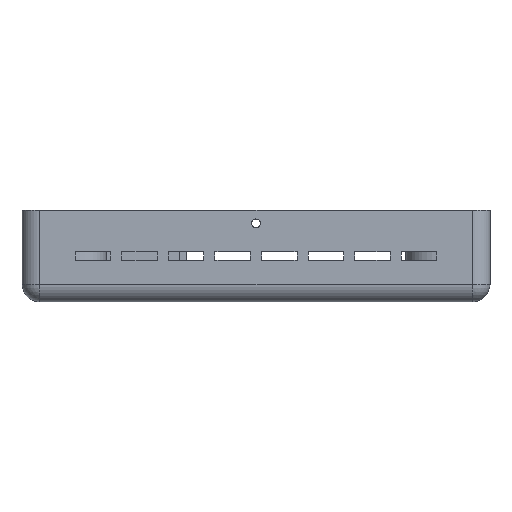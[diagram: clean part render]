
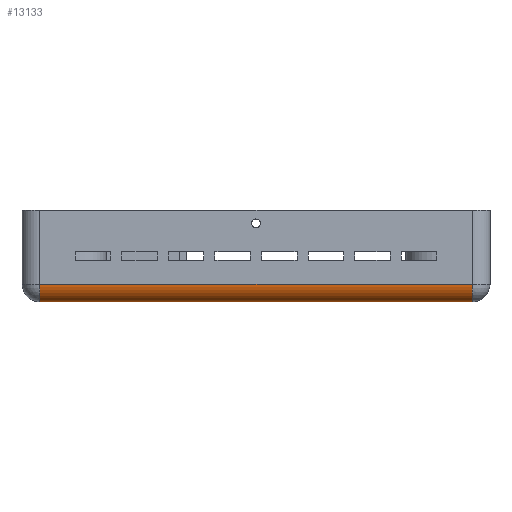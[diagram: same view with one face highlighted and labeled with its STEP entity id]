
A CAD part, left-side view. The second image highlights one B-rep face of the part: STEP entity #13133.
In plain terms, the highlighted cylindrical face has radius 4 mm (diameter 8 mm), a partial arc.
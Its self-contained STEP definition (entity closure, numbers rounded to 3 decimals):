
#1213 = PLANE('',#1214);
#1214 = AXIS2_PLACEMENT_3D('',#1215,#1216,#1217);
#1215 = CARTESIAN_POINT('',(0.,0.,0.));
#1216 = DIRECTION('',(-0.,-0.,1.));
#1217 = DIRECTION('',(1.,0.,0.));
#1328 = PLANE('',#1329);
#1329 = AXIS2_PLACEMENT_3D('',#1330,#1331,#1332);
#1330 = CARTESIAN_POINT('',(-149.,0.,0.));
#1331 = DIRECTION('',(-1.,-0.,-0.));
#1332 = DIRECTION('',(0.,0.,-1.));
#4996 = VERTEX_POINT('',#4997);
#4997 = CARTESIAN_POINT('',(-145.,4.,0.));
#5018 = EDGE_CURVE('',#5019,#4996,#5021,.T.);
#5019 = VERTEX_POINT('',#5020);
#5020 = CARTESIAN_POINT('',(-145.,101.5,0.));
#5021 = SURFACE_CURVE('',#5022,(#5026,#5033),.PCURVE_S1.);
#5022 = LINE('',#5023,#5024);
#5023 = CARTESIAN_POINT('',(-145.,101.5,0.));
#5024 = VECTOR('',#5025,1.);
#5025 = DIRECTION('',(0.,-1.,0.));
#5026 = PCURVE('',#1213,#5027);
#5027 = DEFINITIONAL_REPRESENTATION('',(#5028),#5032);
#5028 = LINE('',#5029,#5030);
#5029 = CARTESIAN_POINT('',(-145.,101.5));
#5030 = VECTOR('',#5031,1.);
#5031 = DIRECTION('',(-0.,-1.));
#5032 = ( GEOMETRIC_REPRESENTATION_CONTEXT(2) 
PARAMETRIC_REPRESENTATION_CONTEXT() REPRESENTATION_CONTEXT('2D SPACE',''
  ) );
#5033 = PCURVE('',#5034,#5039);
#5034 = CYLINDRICAL_SURFACE('',#5035,4.);
#5035 = AXIS2_PLACEMENT_3D('',#5036,#5037,#5038);
#5036 = CARTESIAN_POINT('',(-145.,101.5,4.));
#5037 = DIRECTION('',(0.,-1.,0.));
#5038 = DIRECTION('',(-1.,0.,0.));
#5039 = DEFINITIONAL_REPRESENTATION('',(#5040),#5044);
#5040 = LINE('',#5041,#5042);
#5041 = CARTESIAN_POINT('',(1.571,0.));
#5042 = VECTOR('',#5043,1.);
#5043 = DIRECTION('',(0.,1.));
#5044 = ( GEOMETRIC_REPRESENTATION_CONTEXT(2) 
PARAMETRIC_REPRESENTATION_CONTEXT() REPRESENTATION_CONTEXT('2D SPACE',''
  ) );
#7399 = VERTEX_POINT('',#7400);
#7400 = CARTESIAN_POINT('',(-149.,4.,4.));
#7415 = SPHERICAL_SURFACE('',#7416,4.);
#7416 = AXIS2_PLACEMENT_3D('',#7417,#7418,#7419);
#7417 = CARTESIAN_POINT('',(-145.,4.,4.));
#7418 = DIRECTION('',(0.,0.,-1.));
#7419 = DIRECTION('',(-1.,0.,-0.));
#7454 = VERTEX_POINT('',#7455);
#7455 = CARTESIAN_POINT('',(-149.,101.5,4.));
#7470 = SPHERICAL_SURFACE('',#7471,4.);
#7471 = AXIS2_PLACEMENT_3D('',#7472,#7473,#7474);
#7472 = CARTESIAN_POINT('',(-145.,101.5,4.));
#7473 = DIRECTION('',(0.,0.,-1.));
#7474 = DIRECTION('',(0.,1.,0.));
#7508 = EDGE_CURVE('',#7454,#7399,#7509,.T.);
#7509 = SURFACE_CURVE('',#7510,(#7514,#7521),.PCURVE_S1.);
#7510 = LINE('',#7511,#7512);
#7511 = CARTESIAN_POINT('',(-149.,101.5,4.));
#7512 = VECTOR('',#7513,1.);
#7513 = DIRECTION('',(0.,-1.,0.));
#7514 = PCURVE('',#1328,#7515);
#7515 = DEFINITIONAL_REPRESENTATION('',(#7516),#7520);
#7516 = LINE('',#7517,#7518);
#7517 = CARTESIAN_POINT('',(-4.,-101.5));
#7518 = VECTOR('',#7519,1.);
#7519 = DIRECTION('',(-0.,1.));
#7520 = ( GEOMETRIC_REPRESENTATION_CONTEXT(2) 
PARAMETRIC_REPRESENTATION_CONTEXT() REPRESENTATION_CONTEXT('2D SPACE',''
  ) );
#7521 = PCURVE('',#5034,#7522);
#7522 = DEFINITIONAL_REPRESENTATION('',(#7523),#7527);
#7523 = LINE('',#7524,#7525);
#7524 = CARTESIAN_POINT('',(0.,0.));
#7525 = VECTOR('',#7526,1.);
#7526 = DIRECTION('',(0.,1.));
#7527 = ( GEOMETRIC_REPRESENTATION_CONTEXT(2) 
PARAMETRIC_REPRESENTATION_CONTEXT() REPRESENTATION_CONTEXT('2D SPACE',''
  ) );
#13133 = ADVANCED_FACE('',(#13134),#5034,.T.);
#13134 = FACE_BOUND('',#13135,.T.);
#13135 = EDGE_LOOP('',(#13136,#13156,#13157,#13177));
#13136 = ORIENTED_EDGE('',*,*,#13137,.T.);
#13137 = EDGE_CURVE('',#7454,#5019,#13138,.T.);
#13138 = SURFACE_CURVE('',#13139,(#13144,#13150),.PCURVE_S1.);
#13139 = CIRCLE('',#13140,4.);
#13140 = AXIS2_PLACEMENT_3D('',#13141,#13142,#13143);
#13141 = CARTESIAN_POINT('',(-145.,101.5,4.));
#13142 = DIRECTION('',(0.,-1.,-0.));
#13143 = DIRECTION('',(-1.,0.,0.));
#13144 = PCURVE('',#5034,#13145);
#13145 = DEFINITIONAL_REPRESENTATION('',(#13146),#13149);
#13146 = B_SPLINE_CURVE_WITH_KNOTS('',1,(#13147,#13148),.UNSPECIFIED.,
  .F.,.F.,(2,2),(0.,1.571),.PIECEWISE_BEZIER_KNOTS.);
#13147 = CARTESIAN_POINT('',(0.,0.));
#13148 = CARTESIAN_POINT('',(1.571,0.));
#13149 = ( GEOMETRIC_REPRESENTATION_CONTEXT(2) 
PARAMETRIC_REPRESENTATION_CONTEXT() REPRESENTATION_CONTEXT('2D SPACE',''
  ) );
#13150 = PCURVE('',#7470,#13151);
#13151 = DEFINITIONAL_REPRESENTATION('',(#13152),#13155);
#13152 = B_SPLINE_CURVE_WITH_KNOTS('',1,(#13153,#13154),.UNSPECIFIED.,
  .F.,.F.,(2,2),(0.,1.571),.PIECEWISE_BEZIER_KNOTS.);
#13153 = CARTESIAN_POINT('',(-1.571,0.));
#13154 = CARTESIAN_POINT('',(-1.571,1.571));
#13155 = ( GEOMETRIC_REPRESENTATION_CONTEXT(2) 
PARAMETRIC_REPRESENTATION_CONTEXT() REPRESENTATION_CONTEXT('2D SPACE',''
  ) );
#13156 = ORIENTED_EDGE('',*,*,#5018,.T.);
#13157 = ORIENTED_EDGE('',*,*,#13158,.F.);
#13158 = EDGE_CURVE('',#7399,#4996,#13159,.T.);
#13159 = SURFACE_CURVE('',#13160,(#13165,#13171),.PCURVE_S1.);
#13160 = CIRCLE('',#13161,4.);
#13161 = AXIS2_PLACEMENT_3D('',#13162,#13163,#13164);
#13162 = CARTESIAN_POINT('',(-145.,4.,4.));
#13163 = DIRECTION('',(0.,-1.,0.));
#13164 = DIRECTION('',(-1.,0.,0.));
#13165 = PCURVE('',#5034,#13166);
#13166 = DEFINITIONAL_REPRESENTATION('',(#13167),#13170);
#13167 = B_SPLINE_CURVE_WITH_KNOTS('',1,(#13168,#13169),.UNSPECIFIED.,
  .F.,.F.,(2,2),(0.,1.571),.PIECEWISE_BEZIER_KNOTS.);
#13168 = CARTESIAN_POINT('',(0.,97.5));
#13169 = CARTESIAN_POINT('',(1.571,97.5));
#13170 = ( GEOMETRIC_REPRESENTATION_CONTEXT(2) 
PARAMETRIC_REPRESENTATION_CONTEXT() REPRESENTATION_CONTEXT('2D SPACE',''
  ) );
#13171 = PCURVE('',#7415,#13172);
#13172 = DEFINITIONAL_REPRESENTATION('',(#13173),#13176);
#13173 = B_SPLINE_CURVE_WITH_KNOTS('',1,(#13174,#13175),.UNSPECIFIED.,
  .F.,.F.,(2,2),(0.,1.571),.PIECEWISE_BEZIER_KNOTS.);
#13174 = CARTESIAN_POINT('',(0.,0.));
#13175 = CARTESIAN_POINT('',(0.,1.571));
#13176 = ( GEOMETRIC_REPRESENTATION_CONTEXT(2) 
PARAMETRIC_REPRESENTATION_CONTEXT() REPRESENTATION_CONTEXT('2D SPACE',''
  ) );
#13177 = ORIENTED_EDGE('',*,*,#7508,.F.);
